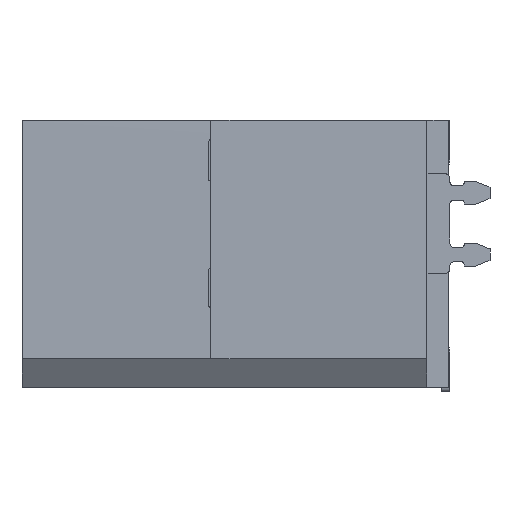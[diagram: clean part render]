
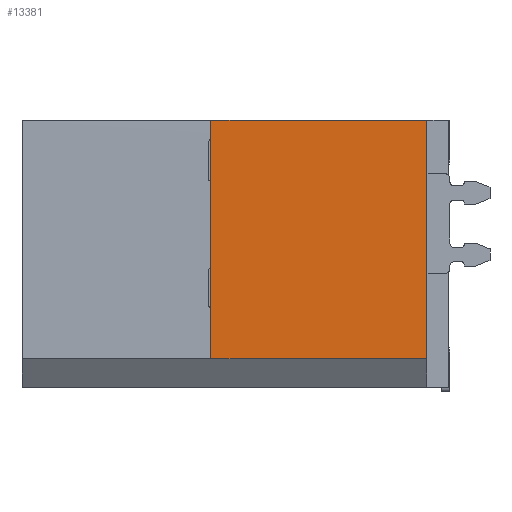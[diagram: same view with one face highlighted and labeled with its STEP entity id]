
A CAD part, front view. The second image highlights one B-rep face of the part: STEP entity #13381.
In plain terms, the highlighted planar face has unit normal (0, -1, 0).
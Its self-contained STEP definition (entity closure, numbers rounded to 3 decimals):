
#13302=CARTESIAN_POINT('',(-1.52,-12.2,-3.696));
#13303=VERTEX_POINT('',#13302);
#13310=CARTESIAN_POINT('',(-1.52,-12.2,4.604));
#13311=VERTEX_POINT('',#13310);
#13312=CARTESIAN_POINT('',(-1.52,-12.2,-3.696));
#13313=DIRECTION('',(0.,0.,1.));
#13314=VECTOR('',#13313,8.3);
#13315=LINE('',#13312,#13314);
#13316=EDGE_CURVE('',#13303,#13311,#13315,.T.);
#13351=CARTESIAN_POINT('',(2.39,-12.2,0.454));
#13352=DIRECTION('',(1.,0.,0.));
#13353=DIRECTION('',(0.,-1.,0.));
#13354=AXIS2_PLACEMENT_3D('',#13351,#13353,#13352);
#13355=PLANE('',#13354);
#13356=ORIENTED_EDGE('',*,*,#13316,.F.);
#13357=CARTESIAN_POINT('',(6.,-12.2,-3.696));
#13358=VERTEX_POINT('',#13357);
#13359=CARTESIAN_POINT('',(-1.52,-12.2,-3.696));
#13360=DIRECTION('',(1.,0.,0.));
#13361=VECTOR('',#13360,7.52);
#13362=LINE('',#13359,#13361);
#13363=EDGE_CURVE('',#13303,#13358,#13362,.T.);
#13364=ORIENTED_EDGE('',*,*,#13363,.T.);
#13365=CARTESIAN_POINT('',(6.,-12.2,4.604));
#13366=VERTEX_POINT('',#13365);
#13367=CARTESIAN_POINT('',(6.,-12.2,-3.696));
#13368=DIRECTION('',(0.,0.,1.));
#13369=VECTOR('',#13368,8.3);
#13370=LINE('',#13367,#13369);
#13371=EDGE_CURVE('',#13358,#13366,#13370,.T.);
#13372=ORIENTED_EDGE('',*,*,#13371,.T.);
#13373=CARTESIAN_POINT('',(6.,-12.2,4.604));
#13374=DIRECTION('',(-1.,0.,0.));
#13375=VECTOR('',#13374,7.52);
#13376=LINE('',#13373,#13375);
#13377=EDGE_CURVE('',#13366,#13311,#13376,.T.);
#13378=ORIENTED_EDGE('',*,*,#13377,.T.);
#13379=EDGE_LOOP('',(#13356,#13364,#13372,#13378));
#13380=FACE_OUTER_BOUND('',#13379,.T.);
#13381=ADVANCED_FACE('',(#13380),#13355,.T.);
